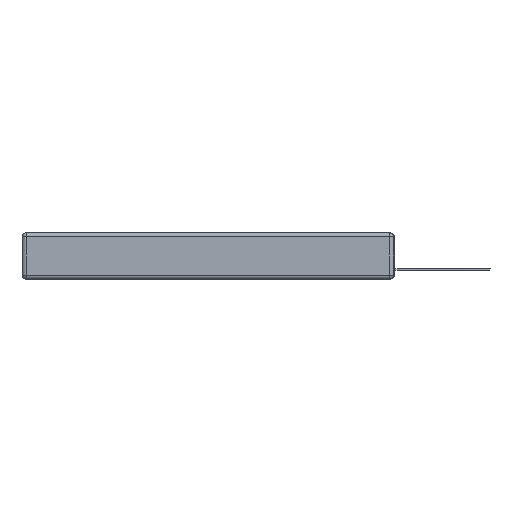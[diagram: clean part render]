
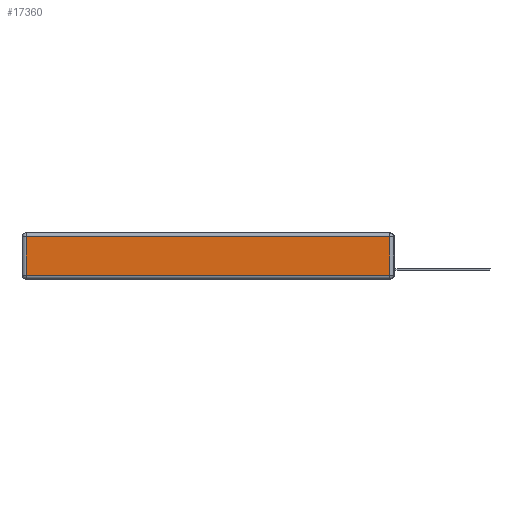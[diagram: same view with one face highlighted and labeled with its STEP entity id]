
A CAD part, left-side view. The second image highlights one B-rep face of the part: STEP entity #17360.
In plain terms, the highlighted planar face has unit normal (-1, 0, 0).
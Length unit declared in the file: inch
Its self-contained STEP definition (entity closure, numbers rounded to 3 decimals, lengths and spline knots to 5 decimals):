
#293 = EDGE_CURVE ( 'NONE', #11255, #26370, #4193, .T. ) ;
#1121 = EDGE_CURVE ( 'NONE', #26370, #19690, #4234, .T. ) ;
#1326 = DIRECTION ( 'NONE',  ( 0., 1., 0. ) ) ;
#1792 = DIRECTION ( 'NONE',  ( -1., 0., 0. ) ) ;
#2123 = DIRECTION ( 'NONE',  ( 0., 0., 1. ) ) ;
#2281 = ORIENTED_EDGE ( 'NONE', *, *, #22658, .T. ) ;
#3325 = LINE ( 'NONE', #26564, #21231 ) ;
#4148 = ORIENTED_EDGE ( 'NONE', *, *, #21630, .T. ) ;
#4193 = LINE ( 'NONE', #16625, #11069 ) ;
#4234 = LINE ( 'NONE', #8436, #9176 ) ;
#4307 = DIRECTION ( 'NONE',  ( 0., 0., -1. ) ) ;
#6274 = DIRECTION ( 'NONE',  ( 0., 0., 1. ) ) ;
#6388 = LINE ( 'NONE', #23462, #18060 ) ;
#6585 = ORIENTED_EDGE ( 'NONE', *, *, #293, .T. ) ;
#8436 = CARTESIAN_POINT ( 'NONE',  ( 0., 0.03, -0.343 ) ) ;
#9176 = VECTOR ( 'NONE', #2123, 39.37008 ) ;
#11069 = VECTOR ( 'NONE', #23086, 39.37008 ) ;
#11255 = VERTEX_POINT ( 'NONE', #19285 ) ;
#12557 = ORIENTED_EDGE ( 'NONE', *, *, #1121, .T. ) ;
#14532 = FACE_OUTER_BOUND ( 'NONE', #26515, .T. ) ;
#15474 = AXIS2_PLACEMENT_3D ( 'NONE', #23077, #1792, #6274 ) ;
#16625 = CARTESIAN_POINT ( 'NONE',  ( 0., 0., -0.313 ) ) ;
#16651 = VERTEX_POINT ( 'NONE', #26227 ) ;
#17057 = CARTESIAN_POINT ( 'NONE',  ( 0., 0.03, -0.03 ) ) ;
#17360 = ADVANCED_FACE ( 'NONE', ( #14532 ), #25458, .T. ) ;
#18060 = VECTOR ( 'NONE', #4307, 39.37008 ) ;
#19285 = CARTESIAN_POINT ( 'NONE',  ( 0., 2.72, -0.313 ) ) ;
#19690 = VERTEX_POINT ( 'NONE', #17057 ) ;
#21231 = VECTOR ( 'NONE', #1326, 39.37008 ) ;
#21630 = EDGE_CURVE ( 'NONE', #19690, #16651, #3325, .T. ) ;
#22658 = EDGE_CURVE ( 'NONE', #16651, #11255, #6388, .T. ) ;
#23077 = CARTESIAN_POINT ( 'NONE',  ( 0., 0., -0.343 ) ) ;
#23086 = DIRECTION ( 'NONE',  ( 0., -1., 0. ) ) ;
#23462 = CARTESIAN_POINT ( 'NONE',  ( 0., 2.72, -0.343 ) ) ;
#25458 = PLANE ( 'NONE',  #15474 ) ;
#25835 = CARTESIAN_POINT ( 'NONE',  ( 0., 0.03, -0.313 ) ) ;
#26227 = CARTESIAN_POINT ( 'NONE',  ( 0., 2.72, -0.03 ) ) ;
#26370 = VERTEX_POINT ( 'NONE', #25835 ) ;
#26515 = EDGE_LOOP ( 'NONE', ( #6585, #12557, #4148, #2281 ) ) ;
#26564 = CARTESIAN_POINT ( 'NONE',  ( 0., 2.75, -0.03 ) ) ;
